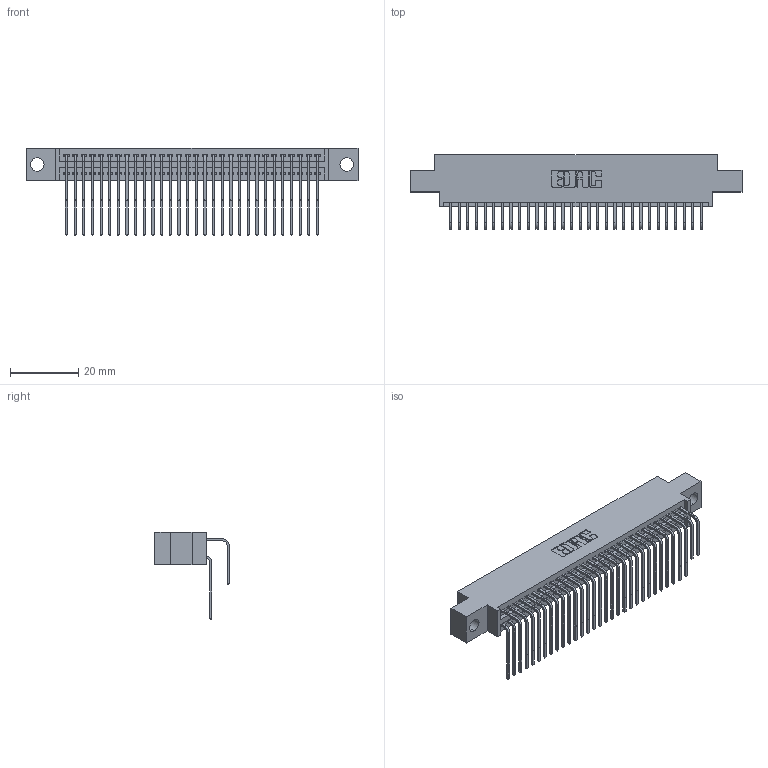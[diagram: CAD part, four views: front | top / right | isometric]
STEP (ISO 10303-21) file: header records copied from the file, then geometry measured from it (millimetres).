
FILE_DESCRIPTION (( 'STEP AP203' ), '1' );
FILE_NAME ('395-060-558-804.STEP', '2021-06-17T02:15:38', ( '' ), ( '' ), 'SwSTEP 2.0', 'SolidWorks 2020', '' );
FILE_SCHEMA (( 'CONFIG_CONTROL_DESIGN' ));
Length unit declared in the file: inch
Products named in the file (4): 345-292-001_558 Tail - 2; 345-292-001_558 559 Tail - 1; 395-060-558-804; 345 Part_0.170 Offset - 0.156 Dia-TI
Assembly tree (61 placements, depth 2):
  395-060-558-804
    345 Part_0.170 Offset - 0.156 Dia-TI
    345-292-001_558 559 Tail - 1  x30
    345-292-001_558 Tail - 2  x30
Bounding box: 97.41 x 21.83 x 25.53 mm (x, y, z)
Volume: 9477.8 mm3; surface area: 15400 mm2
Topology: 61 solids, 61 shells, 3264 faces, 9689 edges, 6378 vertices
Faces by surface type: plane 2198, cylinder 1066
Entity records: 27357 total; most frequent: CARTESIAN_POINT 4649, ORIENTED_EDGE 4530, DIRECTION 4085, EDGE_CURVE 2265, LINE 1973, VECTOR 1973, VERTEX_POINT 1506, AXIS2_PLACEMENT_3D 1056
